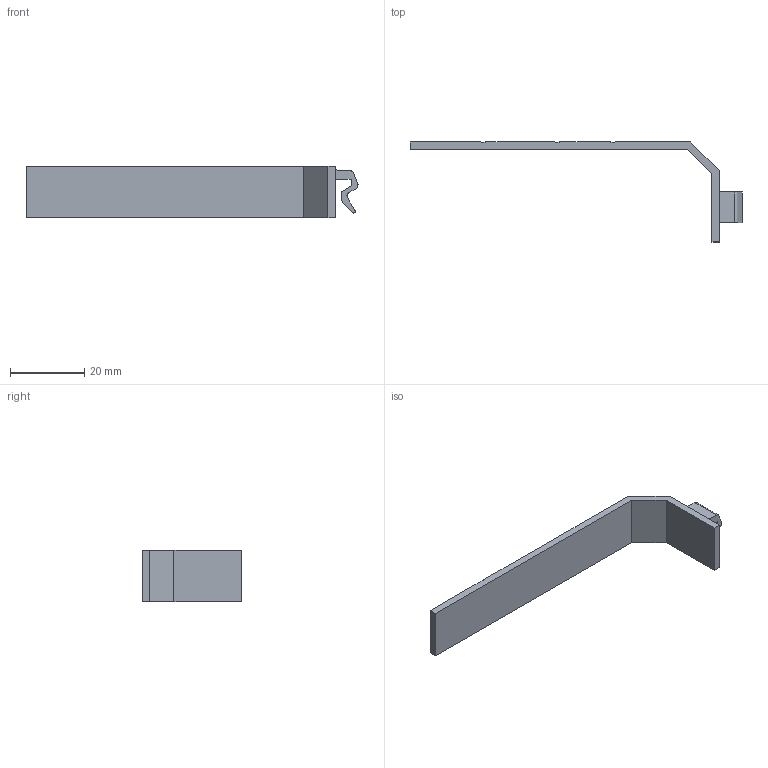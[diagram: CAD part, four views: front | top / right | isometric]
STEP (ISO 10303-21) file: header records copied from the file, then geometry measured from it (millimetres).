
FILE_DESCRIPTION (( 'STEP AP203' ), '1' );
FILE_NAME ('WD-CHOLDER.step', '2023-02-22T17:41:36', ( '' ), ( '' ), 'SwSTEP 2.0', 'SolidWorks 2021', '' );
FILE_SCHEMA (( 'CONFIG_CONTROL_DESIGN' ));
Length unit declared in the file: inch
Products named in the file (1): WD-CHOLDER
Bounding box: 89.71 x 27 x 14 mm (x, y, z)
Volume: 3143.8 mm3; surface area: 3731.4 mm2
Topology: 1 solids, 1 shells, 164 faces, 423 edges, 282 vertices
Faces by surface type: plane 82, bspline 71, cylinder 11
Entity records: 10018 total; most frequent: CARTESIAN_POINT 6397, ORIENTED_EDGE 846, DIRECTION 491, EDGE_CURVE 423, VERTEX_POINT 282, LINE 259, VECTOR 259, EDGE_LOOP 185
